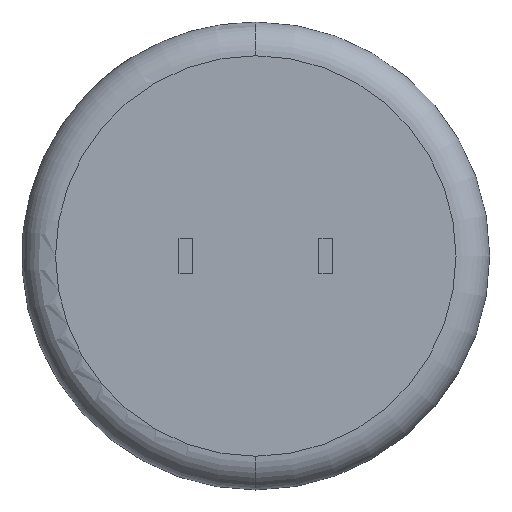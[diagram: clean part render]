
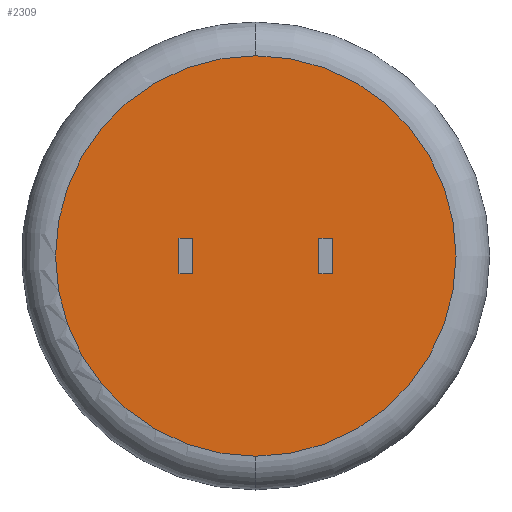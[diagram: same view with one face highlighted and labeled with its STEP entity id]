
A CAD part, front view. The second image highlights one B-rep face of the part: STEP entity #2309.
In plain terms, the highlighted planar face has unit normal (0, -1, 0).
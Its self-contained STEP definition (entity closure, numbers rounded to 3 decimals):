
#9 = VECTOR ( 'NONE', #1018, 1000. ) ;
#52 = VECTOR ( 'NONE', #1032, 1000. ) ;
#76 = VERTEX_POINT ( 'NONE', #1734 ) ;
#90 = CARTESIAN_POINT ( 'NONE',  ( 2.29, 0., -0.65 ) ) ;
#113 = ORIENTED_EDGE ( 'NONE', *, *, #1438, .T. ) ;
#167 = CARTESIAN_POINT ( 'NONE',  ( -2.79, 0., 0. ) ) ;
#204 = CARTESIAN_POINT ( 'NONE',  ( -2.29, 0., 0.65 ) ) ;
#257 = CARTESIAN_POINT ( 'NONE',  ( 0., 0., 0. ) ) ;
#260 = LINE ( 'NONE', #569, #1757 ) ;
#467 = DIRECTION ( 'NONE',  ( 0., 0., 1. ) ) ;
#508 = AXIS2_PLACEMENT_3D ( 'NONE', #257, #1545, #467 ) ;
#556 = EDGE_CURVE ( 'NONE', #1381, #1603, #1984, .T. ) ;
#565 = DIRECTION ( 'NONE',  ( 0., -1., 0. ) ) ;
#569 = CARTESIAN_POINT ( 'NONE',  ( 2.79, 0., 0. ) ) ;
#665 = VECTOR ( 'NONE', #2176, 1000. ) ;
#732 = DIRECTION ( 'NONE',  ( 0., 0., 1. ) ) ;
#772 = EDGE_LOOP ( 'NONE', ( #2173, #953 ) ) ;
#786 = EDGE_CURVE ( 'NONE', #2613, #1198, #793, .T. ) ;
#793 = LINE ( 'NONE', #167, #1617 ) ;
#794 = ORIENTED_EDGE ( 'NONE', *, *, #2621, .F. ) ;
#798 = ORIENTED_EDGE ( 'NONE', *, *, #1370, .F. ) ;
#800 = VECTOR ( 'NONE', #2006, 1000. ) ;
#860 = CARTESIAN_POINT ( 'NONE',  ( -2.79, 0., 0.65 ) ) ;
#865 = DIRECTION ( 'NONE',  ( 0., 0., 1. ) ) ;
#892 = CARTESIAN_POINT ( 'NONE',  ( 2.79, 0., -0.65 ) ) ;
#953 = ORIENTED_EDGE ( 'NONE', *, *, #1203, .T. ) ;
#957 = ORIENTED_EDGE ( 'NONE', *, *, #556, .F. ) ;
#1009 = ORIENTED_EDGE ( 'NONE', *, *, #1501, .T. ) ;
#1018 = DIRECTION ( 'NONE',  ( -1., 0., 0. ) ) ;
#1023 = FACE_BOUND ( 'NONE', #1348, .T. ) ;
#1030 = CARTESIAN_POINT ( 'NONE',  ( -2.29, 0., -0.65 ) ) ;
#1032 = DIRECTION ( 'NONE',  ( 0., 0., -1. ) ) ;
#1072 = LINE ( 'NONE', #1270, #2141 ) ;
#1116 = AXIS2_PLACEMENT_3D ( 'NONE', #1620, #565, #2043 ) ;
#1139 = EDGE_CURVE ( 'NONE', #1164, #1430, #1580, .T. ) ;
#1148 = VERTEX_POINT ( 'NONE', #2016 ) ;
#1164 = VERTEX_POINT ( 'NONE', #2699 ) ;
#1198 = VERTEX_POINT ( 'NONE', #860 ) ;
#1203 = EDGE_CURVE ( 'NONE', #1430, #1164, #1267, .T. ) ;
#1231 = CARTESIAN_POINT ( 'NONE',  ( 0., 0., -7.275 ) ) ;
#1267 = CIRCLE ( 'NONE', #508, 7.275 ) ;
#1270 = CARTESIAN_POINT ( 'NONE',  ( -2.79, 0., 0.65 ) ) ;
#1279 = AXIS2_PLACEMENT_3D ( 'NONE', #1490, #1302, #865 ) ;
#1302 = DIRECTION ( 'NONE',  ( 0., 1., 0. ) ) ;
#1318 = CARTESIAN_POINT ( 'NONE',  ( 2.29, 0., -0.65 ) ) ;
#1348 = EDGE_LOOP ( 'NONE', ( #2587, #1009, #113, #798 ) ) ;
#1370 = EDGE_CURVE ( 'NONE', #2613, #2303, #1940, .T. ) ;
#1381 = VERTEX_POINT ( 'NONE', #1801 ) ;
#1430 = VERTEX_POINT ( 'NONE', #1231 ) ;
#1438 = EDGE_CURVE ( 'NONE', #1894, #2303, #1544, .T. ) ;
#1490 = CARTESIAN_POINT ( 'NONE',  ( 0., 0., 0. ) ) ;
#1501 = EDGE_CURVE ( 'NONE', #1198, #1894, #1072, .T. ) ;
#1544 = LINE ( 'NONE', #204, #52 ) ;
#1545 = DIRECTION ( 'NONE',  ( 0., -1., 0. ) ) ;
#1580 = CIRCLE ( 'NONE', #1116, 7.275 ) ;
#1603 = VERTEX_POINT ( 'NONE', #892 ) ;
#1617 = VECTOR ( 'NONE', #2716, 1000. ) ;
#1620 = CARTESIAN_POINT ( 'NONE',  ( 0., 0., 0. ) ) ;
#1656 = CARTESIAN_POINT ( 'NONE',  ( 2.29, 0., 0.65 ) ) ;
#1734 = CARTESIAN_POINT ( 'NONE',  ( 2.79, 0., 0.65 ) ) ;
#1757 = VECTOR ( 'NONE', #732, 1000. ) ;
#1801 = CARTESIAN_POINT ( 'NONE',  ( 2.29, 0., -0.65 ) ) ;
#1894 = VERTEX_POINT ( 'NONE', #1899 ) ;
#1895 = FACE_BOUND ( 'NONE', #2328, .T. ) ;
#1899 = CARTESIAN_POINT ( 'NONE',  ( -2.29, 0., 0.65 ) ) ;
#1940 = LINE ( 'NONE', #2000, #2348 ) ;
#1984 = LINE ( 'NONE', #90, #800 ) ;
#2000 = CARTESIAN_POINT ( 'NONE',  ( -2.79, 0., -0.65 ) ) ;
#2006 = DIRECTION ( 'NONE',  ( 1., 0., 0. ) ) ;
#2016 = CARTESIAN_POINT ( 'NONE',  ( 2.29, 0., 0.65 ) ) ;
#2043 = DIRECTION ( 'NONE',  ( 0., 0., 1. ) ) ;
#2079 = ORIENTED_EDGE ( 'NONE', *, *, #2451, .F. ) ;
#2091 = ORIENTED_EDGE ( 'NONE', *, *, #2255, .F. ) ;
#2141 = VECTOR ( 'NONE', #2158, 1000. ) ;
#2158 = DIRECTION ( 'NONE',  ( 1., 0., 0. ) ) ;
#2173 = ORIENTED_EDGE ( 'NONE', *, *, #1139, .T. ) ;
#2176 = DIRECTION ( 'NONE',  ( 0., 0., -1. ) ) ;
#2236 = CARTESIAN_POINT ( 'NONE',  ( -2.79, 0., -0.65 ) ) ;
#2242 = DIRECTION ( 'NONE',  ( 1., 0., 0. ) ) ;
#2255 = EDGE_CURVE ( 'NONE', #76, #1148, #2402, .T. ) ;
#2303 = VERTEX_POINT ( 'NONE', #1030 ) ;
#2309 = ADVANCED_FACE ( 'NONE', ( #2338, #1023, #1895 ), #2542, .F. ) ;
#2328 = EDGE_LOOP ( 'NONE', ( #2079, #2091, #794, #957 ) ) ;
#2338 = FACE_OUTER_BOUND ( 'NONE', #772, .T. ) ;
#2348 = VECTOR ( 'NONE', #2242, 1000. ) ;
#2402 = LINE ( 'NONE', #1656, #9 ) ;
#2451 = EDGE_CURVE ( 'NONE', #1148, #1381, #2559, .T. ) ;
#2542 = PLANE ( 'NONE',  #1279 ) ;
#2559 = LINE ( 'NONE', #1318, #665 ) ;
#2587 = ORIENTED_EDGE ( 'NONE', *, *, #786, .T. ) ;
#2613 = VERTEX_POINT ( 'NONE', #2236 ) ;
#2621 = EDGE_CURVE ( 'NONE', #1603, #76, #260, .T. ) ;
#2699 = CARTESIAN_POINT ( 'NONE',  ( 0., 0., 7.275 ) ) ;
#2716 = DIRECTION ( 'NONE',  ( 0., 0., 1. ) ) ;
